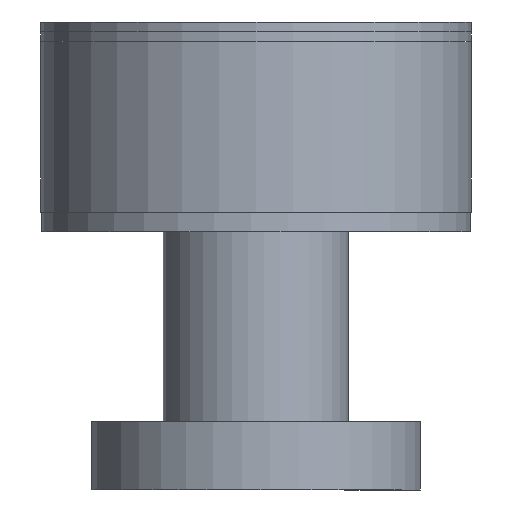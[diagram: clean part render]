
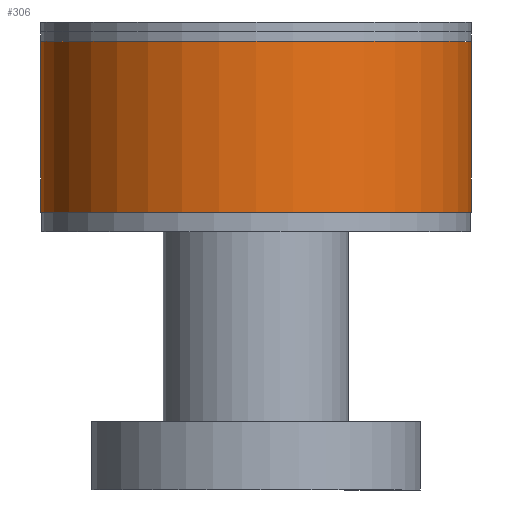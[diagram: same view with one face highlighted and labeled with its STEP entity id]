
A CAD part, front view. The second image highlights one B-rep face of the part: STEP entity #306.
In plain terms, the highlighted cylindrical face has radius 22.1 mm (diameter 44.2 mm), a full revolution.
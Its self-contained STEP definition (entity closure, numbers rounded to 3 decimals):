
#279=CARTESIAN_POINT('',(0.0,0.0,-0.75));
#280=DIRECTION('',(0.0,0.0,1.0));
#281=DIRECTION('',(1.0,0.0,0.0));
#282=AXIS2_PLACEMENT_3D('',#279,#280,#281);
#283=CYLINDRICAL_SURFACE('',#282,22.1);
#284=CARTESIAN_POINT('',(22.1,0.0,8.));
#285=VERTEX_POINT('',#284);
#286=CARTESIAN_POINT('',(0.0,0.0,8.));
#287=DIRECTION('',(0.0,0.0,1.0));
#288=DIRECTION('',(1.0,0.0,0.0));
#289=AXIS2_PLACEMENT_3D('',#286,#287,#288);
#290=CIRCLE('',#289,22.1);
#291=EDGE_CURVE('',#285,#285,#290,.T.);
#292=ORIENTED_EDGE('',*,*,#291,.F.);
#293=EDGE_LOOP('',(#292));
#294=FACE_OUTER_BOUND('',#293,.T.);
#295=CARTESIAN_POINT('',(22.1,0.0,-9.5));
#296=VERTEX_POINT('',#295);
#297=CARTESIAN_POINT('',(0.0,0.0,-9.5));
#298=DIRECTION('',(0.0,0.0,1.0));
#299=DIRECTION('',(1.0,0.0,0.0));
#300=AXIS2_PLACEMENT_3D('',#297,#298,#299);
#301=CIRCLE('',#300,22.1);
#302=EDGE_CURVE('',#296,#296,#301,.T.);
#303=ORIENTED_EDGE('',*,*,#302,.T.);
#304=EDGE_LOOP('',(#303));
#305=FACE_BOUND('',#304,.T.);
#306=ADVANCED_FACE('',(#294,#305),#283,.T.);
